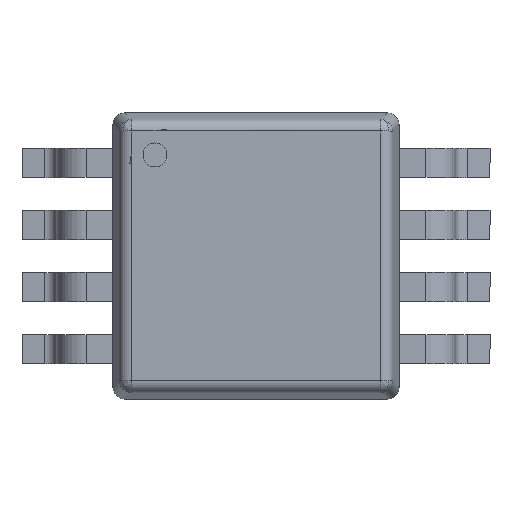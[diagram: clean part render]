
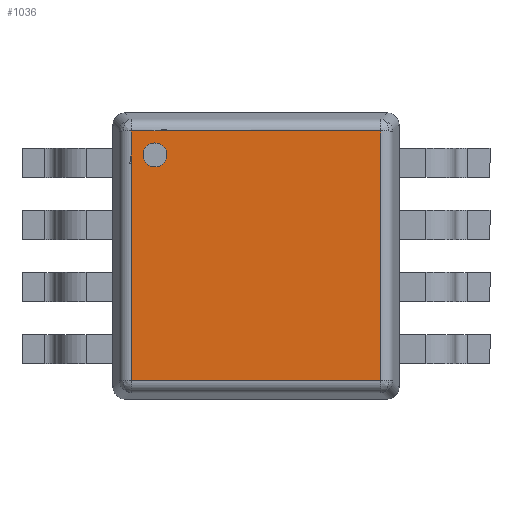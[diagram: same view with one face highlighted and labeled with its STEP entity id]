
A CAD part, top view. The second image highlights one B-rep face of the part: STEP entity #1036.
In plain terms, the highlighted face is planar.
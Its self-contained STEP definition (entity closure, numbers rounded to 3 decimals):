
#15 = CARTESIAN_POINT ( 'NONE',  ( -1.309, 0.41, 1.309 ) ) ;
#45 = LINE ( 'NONE', #2101, #2904 ) ;
#92 = CARTESIAN_POINT ( 'NONE',  ( -1.309, 0.41, 0.873 ) ) ;
#115 = DIRECTION ( 'NONE',  ( 0., 1., 0. ) ) ;
#144 = VERTEX_POINT ( 'NONE', #502 ) ;
#145 = DIRECTION ( 'NONE',  ( 0., 0., 1. ) ) ;
#146 = VERTEX_POINT ( 'NONE', #92 ) ;
#165 = ORIENTED_EDGE ( 'NONE', *, *, #1115, .F. ) ;
#190 = LINE ( 'NONE', #216, #2437 ) ;
#216 = CARTESIAN_POINT ( 'NONE',  ( 1.309, 0.41, 1.411 ) ) ;
#292 = VERTEX_POINT ( 'NONE', #2847 ) ;
#358 = EDGE_CURVE ( 'NONE', #1878, #2198, #1230, .T. ) ;
#406 = CARTESIAN_POINT ( 'NONE',  ( -1.059, 0.41, 1.059 ) ) ;
#416 = FACE_BOUND ( 'NONE', #596, .T. ) ;
#428 = ORIENTED_EDGE ( 'NONE', *, *, #1602, .F. ) ;
#467 = CARTESIAN_POINT ( 'NONE',  ( -1.309, 0.41, 1.058 ) ) ;
#502 = CARTESIAN_POINT ( 'NONE',  ( 1.309, 0.41, 1.309 ) ) ;
#518 = VERTEX_POINT ( 'NONE', #1367 ) ;
#572 = AXIS2_PLACEMENT_3D ( 'NONE', #2851, #115, #1917 ) ;
#596 = EDGE_LOOP ( 'NONE', ( #428, #165 ) ) ;
#609 = VERTEX_POINT ( 'NONE', #15 ) ;
#639 = DIRECTION ( 'NONE',  ( 0., 1., 0. ) ) ;
#683 = DIRECTION ( 'NONE',  ( 0., 0., 1. ) ) ;
#703 = VECTOR ( 'NONE', #1253, 1000. ) ;
#758 = CARTESIAN_POINT ( 'NONE',  ( -1.309, 0.41, -1.411 ) ) ;
#766 = CARTESIAN_POINT ( 'NONE',  ( -1.309, 0.41, 1.309 ) ) ;
#780 = CARTESIAN_POINT ( 'NONE',  ( -1.309, 0.41, 1.309 ) ) ;
#808 = CARTESIAN_POINT ( 'NONE',  ( -1.309, 0.41, 1.309 ) ) ;
#842 = EDGE_CURVE ( 'NONE', #978, #292, #45, .T. ) ;
#864 = CIRCLE ( 'NONE', #2152, 0.125 ) ;
#874 = LINE ( 'NONE', #2258, #1378 ) ;
#978 = VERTEX_POINT ( 'NONE', #2846 ) ;
#1036 = ADVANCED_FACE ( 'NONE', ( #416, #2031 ), #2713, .T. ) ;
#1092 = ORIENTED_EDGE ( 'NONE', *, *, #1320, .F. ) ;
#1115 = EDGE_CURVE ( 'NONE', #1180, #518, #864, .T. ) ;
#1131 = DIRECTION ( 'NONE',  ( 0., 1., 0. ) ) ;
#1165 = EDGE_CURVE ( 'NONE', #292, #144, #190, .T. ) ;
#1180 = VERTEX_POINT ( 'NONE', #2926 ) ;
#1228 = DIRECTION ( 'NONE',  ( 1., 0., 0. ) ) ;
#1230 = LINE ( 'NONE', #2137, #1744 ) ;
#1253 = DIRECTION ( 'NONE',  ( 0., 0., -1. ) ) ;
#1274 = ORIENTED_EDGE ( 'NONE', *, *, #1165, .F. ) ;
#1299 = ORIENTED_EDGE ( 'NONE', *, *, #842, .F. ) ;
#1318 = LINE ( 'NONE', #766, #1644 ) ;
#1320 = EDGE_CURVE ( 'NONE', #144, #2198, #2855, .T. ) ;
#1346 = EDGE_CURVE ( 'NONE', #146, #2804, #2388, .T. ) ;
#1367 = CARTESIAN_POINT ( 'NONE',  ( -1.059, 0.41, 1.184 ) ) ;
#1378 = VECTOR ( 'NONE', #2663, 1000. ) ;
#1379 = DIRECTION ( 'NONE',  ( 0., 0., 1. ) ) ;
#1429 = CARTESIAN_POINT ( 'NONE',  ( -1.058, 0.41, 1.309 ) ) ;
#1438 = EDGE_CURVE ( 'NONE', #609, #2804, #874, .T. ) ;
#1482 = VECTOR ( 'NONE', #1498, 1000. ) ;
#1493 = DIRECTION ( 'NONE',  ( 1., 0., 0. ) ) ;
#1498 = DIRECTION ( 'NONE',  ( -1., 0., 0. ) ) ;
#1602 = EDGE_CURVE ( 'NONE', #518, #1180, #1904, .T. ) ;
#1611 = EDGE_CURVE ( 'NONE', #146, #978, #2822, .T. ) ;
#1644 = VECTOR ( 'NONE', #1997, 1000. ) ;
#1679 = AXIS2_PLACEMENT_3D ( 'NONE', #2237, #1131, #683 ) ;
#1744 = VECTOR ( 'NONE', #1493, 1000. ) ;
#1753 = ORIENTED_EDGE ( 'NONE', *, *, #1346, .T. ) ;
#1846 = CARTESIAN_POINT ( 'NONE',  ( -0.965, 0.41, 1.309 ) ) ;
#1878 = VERTEX_POINT ( 'NONE', #1429 ) ;
#1904 = CIRCLE ( 'NONE', #572, 0.125 ) ;
#1917 = DIRECTION ( 'NONE',  ( 0., 0., 1. ) ) ;
#1978 = ORIENTED_EDGE ( 'NONE', *, *, #1611, .F. ) ;
#1997 = DIRECTION ( 'NONE',  ( -1., 0., 0. ) ) ;
#2031 = FACE_OUTER_BOUND ( 'NONE', #2484, .T. ) ;
#2101 = CARTESIAN_POINT ( 'NONE',  ( 1.309, 0.41, -1.309 ) ) ;
#2113 = ORIENTED_EDGE ( 'NONE', *, *, #2619, .F. ) ;
#2137 = CARTESIAN_POINT ( 'NONE',  ( -1.309, 0.41, 1.309 ) ) ;
#2152 = AXIS2_PLACEMENT_3D ( 'NONE', #406, #639, #2911 ) ;
#2198 = VERTEX_POINT ( 'NONE', #1846 ) ;
#2237 = CARTESIAN_POINT ( 'NONE',  ( 0., 0.41, 0. ) ) ;
#2258 = CARTESIAN_POINT ( 'NONE',  ( -1.309, 0.41, -1.411 ) ) ;
#2355 = ORIENTED_EDGE ( 'NONE', *, *, #1438, .F. ) ;
#2388 = LINE ( 'NONE', #780, #2858 ) ;
#2437 = VECTOR ( 'NONE', #1379, 1000. ) ;
#2484 = EDGE_LOOP ( 'NONE', ( #1299, #1978, #1753, #2355, #2113, #2821, #1092, #1274 ) ) ;
#2619 = EDGE_CURVE ( 'NONE', #1878, #609, #1318, .T. ) ;
#2663 = DIRECTION ( 'NONE',  ( 0., 0., -1. ) ) ;
#2713 = PLANE ( 'NONE',  #1679 ) ;
#2804 = VERTEX_POINT ( 'NONE', #467 ) ;
#2821 = ORIENTED_EDGE ( 'NONE', *, *, #358, .T. ) ;
#2822 = LINE ( 'NONE', #758, #703 ) ;
#2846 = CARTESIAN_POINT ( 'NONE',  ( -1.309, 0.41, -1.309 ) ) ;
#2847 = CARTESIAN_POINT ( 'NONE',  ( 1.309, 0.41, -1.309 ) ) ;
#2851 = CARTESIAN_POINT ( 'NONE',  ( -1.059, 0.41, 1.059 ) ) ;
#2855 = LINE ( 'NONE', #808, #1482 ) ;
#2858 = VECTOR ( 'NONE', #145, 1000. ) ;
#2904 = VECTOR ( 'NONE', #1228, 1000. ) ;
#2911 = DIRECTION ( 'NONE',  ( 0., 0., 1. ) ) ;
#2926 = CARTESIAN_POINT ( 'NONE',  ( -1.059, 0.41, 0.934 ) ) ;
